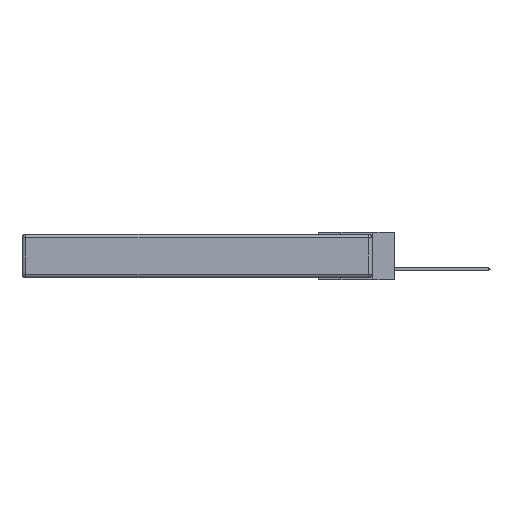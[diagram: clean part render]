
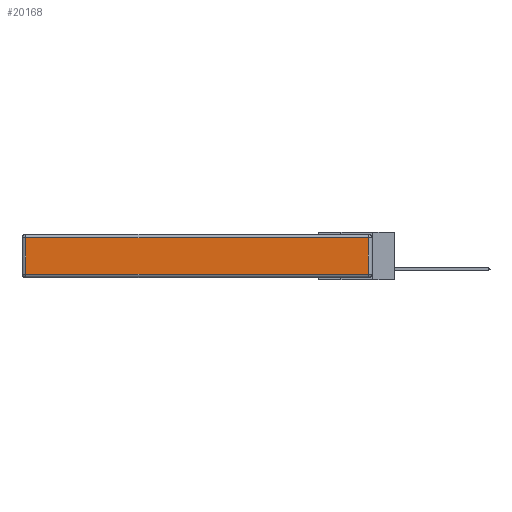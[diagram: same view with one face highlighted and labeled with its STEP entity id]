
A CAD part, left-side view. The second image highlights one B-rep face of the part: STEP entity #20168.
In plain terms, the highlighted planar face has unit normal (-1, 0, 0).
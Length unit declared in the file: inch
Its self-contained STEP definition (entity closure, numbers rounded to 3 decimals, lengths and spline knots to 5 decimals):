
#516 = VECTOR ( 'NONE', #26311, 39.37008 ) ;
#2267 = EDGE_CURVE ( 'NONE', #30113, #3393, #13531, .T. ) ;
#3393 = VERTEX_POINT ( 'NONE', #23725 ) ;
#3662 = DIRECTION ( 'NONE',  ( 0., 1., 0. ) ) ;
#4364 = DIRECTION ( 'NONE',  ( -1., 0., 0. ) ) ;
#6144 = LINE ( 'NONE', #16261, #26615 ) ;
#6687 = DIRECTION ( 'NONE',  ( 0., 0., 1. ) ) ;
#6763 = LINE ( 'NONE', #8401, #8202 ) ;
#7710 = EDGE_CURVE ( 'NONE', #16086, #30113, #6144, .T. ) ;
#8202 = VECTOR ( 'NONE', #3662, 39.37008 ) ;
#8401 = CARTESIAN_POINT ( 'NONE',  ( 0., 2.75, -0.03 ) ) ;
#9072 = CARTESIAN_POINT ( 'NONE',  ( 0., 2.72, -0.03 ) ) ;
#9207 = DIRECTION ( 'NONE',  ( 0., -1., 0. ) ) ;
#13531 = LINE ( 'NONE', #26099, #26644 ) ;
#13702 = LINE ( 'NONE', #14303, #516 ) ;
#14303 = CARTESIAN_POINT ( 'NONE',  ( 0., 2.72, -0.343 ) ) ;
#15216 = ORIENTED_EDGE ( 'NONE', *, *, #2267, .T. ) ;
#15946 = PLANE ( 'NONE',  #16513 ) ;
#16086 = VERTEX_POINT ( 'NONE', #26469 ) ;
#16261 = CARTESIAN_POINT ( 'NONE',  ( 0., 0., -0.313 ) ) ;
#16513 = AXIS2_PLACEMENT_3D ( 'NONE', #29737, #4364, #6687 ) ;
#17083 = DIRECTION ( 'NONE',  ( 0., 0., 1. ) ) ;
#19137 = EDGE_CURVE ( 'NONE', #3393, #29264, #6763, .T. ) ;
#20168 = ADVANCED_FACE ( 'NONE', ( #21667 ), #15946, .T. ) ;
#21667 = FACE_OUTER_BOUND ( 'NONE', #25964, .T. ) ;
#23725 = CARTESIAN_POINT ( 'NONE',  ( 0., 0.03, -0.03 ) ) ;
#24803 = EDGE_CURVE ( 'NONE', #29264, #16086, #13702, .T. ) ;
#25062 = ORIENTED_EDGE ( 'NONE', *, *, #7710, .T. ) ;
#25964 = EDGE_LOOP ( 'NONE', ( #25062, #15216, #29879, #28010 ) ) ;
#26099 = CARTESIAN_POINT ( 'NONE',  ( 0., 0.03, -0.343 ) ) ;
#26311 = DIRECTION ( 'NONE',  ( 0., 0., -1. ) ) ;
#26469 = CARTESIAN_POINT ( 'NONE',  ( 0., 2.72, -0.313 ) ) ;
#26615 = VECTOR ( 'NONE', #9207, 39.37008 ) ;
#26644 = VECTOR ( 'NONE', #17083, 39.37008 ) ;
#27985 = CARTESIAN_POINT ( 'NONE',  ( 0., 0.03, -0.313 ) ) ;
#28010 = ORIENTED_EDGE ( 'NONE', *, *, #24803, .T. ) ;
#29264 = VERTEX_POINT ( 'NONE', #9072 ) ;
#29737 = CARTESIAN_POINT ( 'NONE',  ( 0., 0., -0.343 ) ) ;
#29879 = ORIENTED_EDGE ( 'NONE', *, *, #19137, .T. ) ;
#30113 = VERTEX_POINT ( 'NONE', #27985 ) ;
